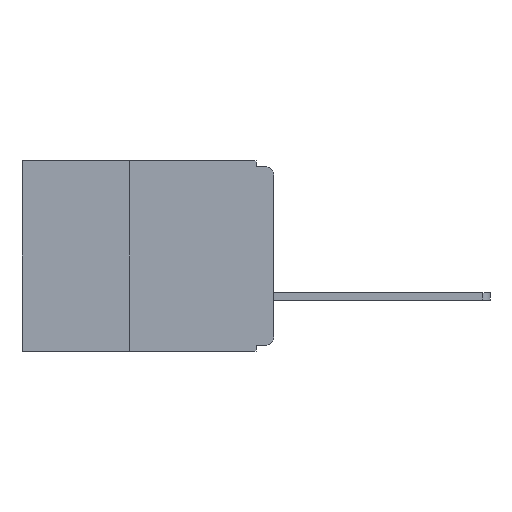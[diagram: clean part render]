
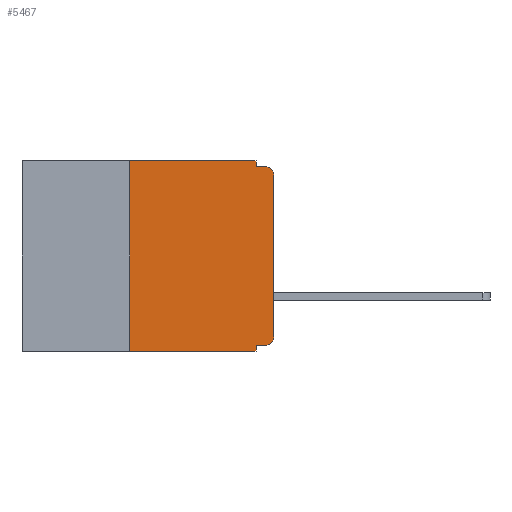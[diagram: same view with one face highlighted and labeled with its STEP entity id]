
A CAD part, left-side view. The second image highlights one B-rep face of the part: STEP entity #5467.
In plain terms, the highlighted planar face has unit normal (-1, 0, 0).
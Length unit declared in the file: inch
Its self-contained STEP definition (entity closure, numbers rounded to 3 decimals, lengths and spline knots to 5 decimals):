
#199 = VERTEX_POINT ( 'NONE', #1299 ) ;
#289 = VERTEX_POINT ( 'NONE', #11276 ) ;
#302 = ORIENTED_EDGE ( 'NONE', *, *, #6182, .T. ) ;
#303 = EDGE_CURVE ( 'NONE', #5368, #289, #943, .T. ) ;
#544 = DIRECTION ( 'NONE',  ( 0., 0., -1. ) ) ;
#548 = DIRECTION ( 'NONE',  ( 1., 0., 0. ) ) ;
#565 = AXIS2_PLACEMENT_3D ( 'NONE', #5544, #16023, #7052 ) ;
#609 = CARTESIAN_POINT ( 'NONE',  ( 0., 0.437, 0. ) ) ;
#695 = PLANE ( 'NONE',  #10733 ) ;
#752 = ORIENTED_EDGE ( 'NONE', *, *, #14920, .T. ) ;
#943 = LINE ( 'NONE', #4906, #16407 ) ;
#1218 = EDGE_CURVE ( 'NONE', #12029, #4153, #8390, .T. ) ;
#1299 = CARTESIAN_POINT ( 'NONE',  ( 0., 0.25, -0.33 ) ) ;
#2271 = CARTESIAN_POINT ( 'NONE',  ( 0., 0.015, -0.32 ) ) ;
#3388 = CARTESIAN_POINT ( 'NONE',  ( 0., 0.031, 0. ) ) ;
#3487 = CARTESIAN_POINT ( 'NONE',  ( 0., 0.015, -0.025 ) ) ;
#3816 = EDGE_CURVE ( 'NONE', #10676, #4153, #11827, .T. ) ;
#3873 = EDGE_CURVE ( 'NONE', #7077, #8077, #10874, .T. ) ;
#3903 = CARTESIAN_POINT ( 'NONE',  ( 0., 0.25, -0.33 ) ) ;
#3964 = ORIENTED_EDGE ( 'NONE', *, *, #3873, .F. ) ;
#4122 = DIRECTION ( 'NONE',  ( 0., 0., 1. ) ) ;
#4153 = VERTEX_POINT ( 'NONE', #5417 ) ;
#4203 = LINE ( 'NONE', #6821, #15677 ) ;
#4705 = EDGE_LOOP ( 'NONE', ( #752, #6246, #19306, #16060, #3964, #10798, #18859, #7048, #5906, #302 ) ) ;
#4862 = DIRECTION ( 'NONE',  ( 0., 1., 0. ) ) ;
#4906 = CARTESIAN_POINT ( 'NONE',  ( 0., 0., -0.32 ) ) ;
#5050 = CARTESIAN_POINT ( 'NONE',  ( 0., 0., -0.025 ) ) ;
#5206 = VERTEX_POINT ( 'NONE', #5484 ) ;
#5368 = VERTEX_POINT ( 'NONE', #2271 ) ;
#5401 = FACE_OUTER_BOUND ( 'NONE', #4705, .T. ) ;
#5417 = CARTESIAN_POINT ( 'NONE',  ( 0., 0.015, -0.01 ) ) ;
#5444 = LINE ( 'NONE', #3903, #5903 ) ;
#5467 = ADVANCED_FACE ( 'NONE', ( #5401 ), #695, .F. ) ;
#5484 = CARTESIAN_POINT ( 'NONE',  ( 0., 0., -0.305 ) ) ;
#5544 = CARTESIAN_POINT ( 'NONE',  ( 0., 0.015, -0.305 ) ) ;
#5803 = VERTEX_POINT ( 'NONE', #12135 ) ;
#5903 = VECTOR ( 'NONE', #12896, 39.37008 ) ;
#5906 = ORIENTED_EDGE ( 'NONE', *, *, #303, .F. ) ;
#6182 = EDGE_CURVE ( 'NONE', #5368, #5206, #12187, .T. ) ;
#6246 = ORIENTED_EDGE ( 'NONE', *, *, #1218, .T. ) ;
#6821 = CARTESIAN_POINT ( 'NONE',  ( 0., 0.031, -0.33 ) ) ;
#7048 = ORIENTED_EDGE ( 'NONE', *, *, #10280, .F. ) ;
#7052 = DIRECTION ( 'NONE',  ( 0., 0., -1. ) ) ;
#7077 = VERTEX_POINT ( 'NONE', #18364 ) ;
#8077 = VERTEX_POINT ( 'NONE', #10338 ) ;
#8310 = DIRECTION ( 'NONE',  ( 0., 0., -1. ) ) ;
#8390 = CIRCLE ( 'NONE', #13348, 0.015 ) ;
#9456 = DIRECTION ( 'NONE',  ( 0., -1., 0. ) ) ;
#9644 = LINE ( 'NONE', #15451, #13684 ) ;
#10280 = EDGE_CURVE ( 'NONE', #289, #5803, #4203, .T. ) ;
#10338 = CARTESIAN_POINT ( 'NONE',  ( 0., 0.031, 0. ) ) ;
#10676 = VERTEX_POINT ( 'NONE', #12475 ) ;
#10733 = AXIS2_PLACEMENT_3D ( 'NONE', #609, #548, #544 ) ;
#10798 = ORIENTED_EDGE ( 'NONE', *, *, #14174, .F. ) ;
#10874 = LINE ( 'NONE', #17041, #18298 ) ;
#11276 = CARTESIAN_POINT ( 'NONE',  ( 0., 0.031, -0.32 ) ) ;
#11604 = CARTESIAN_POINT ( 'NONE',  ( 0., 0., 0. ) ) ;
#11827 = LINE ( 'NONE', #17771, #19184 ) ;
#12029 = VERTEX_POINT ( 'NONE', #5050 ) ;
#12135 = CARTESIAN_POINT ( 'NONE',  ( 0., 0.031, -0.33 ) ) ;
#12187 = CIRCLE ( 'NONE', #565, 0.015 ) ;
#12237 = LINE ( 'NONE', #11604, #15263 ) ;
#12475 = CARTESIAN_POINT ( 'NONE',  ( 0., 0.031, -0.01 ) ) ;
#12896 = DIRECTION ( 'NONE',  ( 0., 0., 1. ) ) ;
#13275 = EDGE_CURVE ( 'NONE', #8077, #10676, #17411, .T. ) ;
#13348 = AXIS2_PLACEMENT_3D ( 'NONE', #3487, #15219, #15430 ) ;
#13484 = VECTOR ( 'NONE', #13913, 39.37008 ) ;
#13684 = VECTOR ( 'NONE', #9456, 39.37008 ) ;
#13913 = DIRECTION ( 'NONE',  ( 0., 0., -1. ) ) ;
#13928 = EDGE_CURVE ( 'NONE', #199, #5803, #9644, .T. ) ;
#14174 = EDGE_CURVE ( 'NONE', #199, #7077, #5444, .T. ) ;
#14920 = EDGE_CURVE ( 'NONE', #5206, #12029, #12237, .T. ) ;
#15219 = DIRECTION ( 'NONE',  ( -1., 0., 0. ) ) ;
#15263 = VECTOR ( 'NONE', #4122, 39.37008 ) ;
#15430 = DIRECTION ( 'NONE',  ( 0., 0., -1. ) ) ;
#15451 = CARTESIAN_POINT ( 'NONE',  ( 0., 0.437, -0.33 ) ) ;
#15677 = VECTOR ( 'NONE', #8310, 39.37008 ) ;
#16023 = DIRECTION ( 'NONE',  ( -1., 0., 0. ) ) ;
#16060 = ORIENTED_EDGE ( 'NONE', *, *, #13275, .F. ) ;
#16407 = VECTOR ( 'NONE', #4862, 39.37008 ) ;
#16637 = DIRECTION ( 'NONE',  ( 0., -1., 0. ) ) ;
#17041 = CARTESIAN_POINT ( 'NONE',  ( 0., 0.437, 0. ) ) ;
#17411 = LINE ( 'NONE', #3388, #13484 ) ;
#17767 = DIRECTION ( 'NONE',  ( 0., -1., 0. ) ) ;
#17771 = CARTESIAN_POINT ( 'NONE',  ( 0., 0., -0.01 ) ) ;
#18298 = VECTOR ( 'NONE', #16637, 39.37008 ) ;
#18364 = CARTESIAN_POINT ( 'NONE',  ( 0., 0.25, 0. ) ) ;
#18859 = ORIENTED_EDGE ( 'NONE', *, *, #13928, .T. ) ;
#19184 = VECTOR ( 'NONE', #17767, 39.37008 ) ;
#19306 = ORIENTED_EDGE ( 'NONE', *, *, #3816, .F. ) ;
